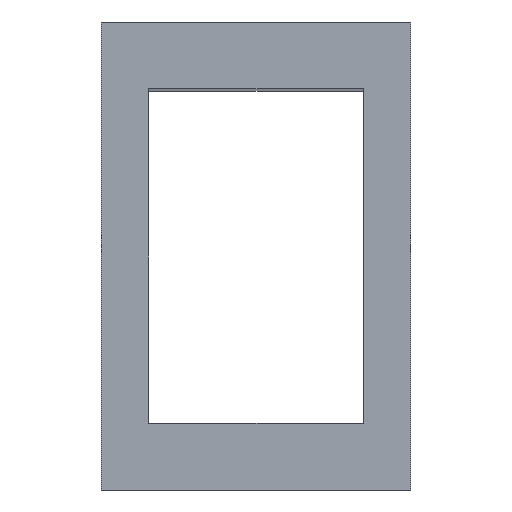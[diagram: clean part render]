
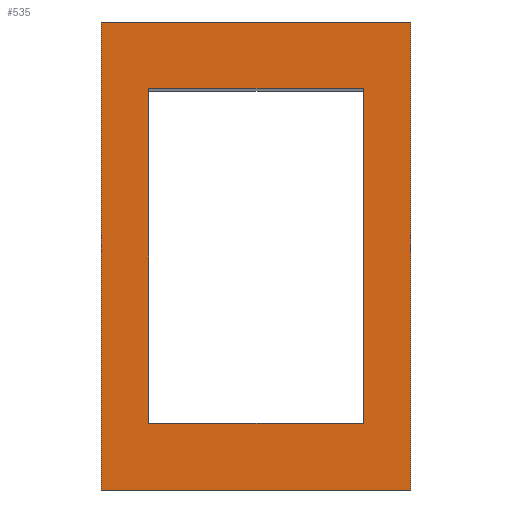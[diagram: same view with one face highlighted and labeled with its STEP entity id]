
A CAD part, top view. The second image highlights one B-rep face of the part: STEP entity #535.
In plain terms, the highlighted planar face has unit normal (0, 0, 1).
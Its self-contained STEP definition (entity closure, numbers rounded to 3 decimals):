
#493=AXIS2_PLACEMENT_3D('Plane Axis2P3D',#490,#491,#492) ;
#58=CARTESIAN_POINT('Vertex',(3.6,5.45,18.)) ;
#63=CARTESIAN_POINT('Line Origine',(3.6,2.725,18.)) ;
#67=CARTESIAN_POINT('Vertex',(3.6,0.,18.)) ;
#98=CARTESIAN_POINT('Vertex',(0.,0.,18.)) ;
#103=CARTESIAN_POINT('Line Origine',(0.,2.725,18.)) ;
#107=CARTESIAN_POINT('Vertex',(0.,5.45,18.)) ;
#168=CARTESIAN_POINT('Line Origine',(1.8,0.,18.)) ;
#201=CARTESIAN_POINT('Line Origine',(1.8,5.45,18.)) ;
#490=CARTESIAN_POINT('Axis2P3D Location',(0.,0.,18.)) ;
#501=CARTESIAN_POINT('Line Origine',(3.05,2.725,18.)) ;
#505=CARTESIAN_POINT('Vertex',(3.05,4.675,18.)) ;
#507=CARTESIAN_POINT('Vertex',(3.05,0.775,18.)) ;
#510=CARTESIAN_POINT('Line Origine',(1.8,0.775,18.)) ;
#514=CARTESIAN_POINT('Vertex',(0.55,0.775,18.)) ;
#517=CARTESIAN_POINT('Line Origine',(0.55,2.725,18.)) ;
#521=CARTESIAN_POINT('Vertex',(0.55,4.675,18.)) ;
#524=CARTESIAN_POINT('Line Origine',(1.8,4.675,18.)) ;
#64=DIRECTION('Vector Direction',(0.,1.,0.)) ;
#104=DIRECTION('Vector Direction',(0.,1.,0.)) ;
#169=DIRECTION('Vector Direction',(1.,0.,0.)) ;
#202=DIRECTION('Vector Direction',(1.,0.,0.)) ;
#491=DIRECTION('Axis2P3D Direction',(0.,0.,-1.)) ;
#492=DIRECTION('Axis2P3D XDirection',(0.,1.,0.)) ;
#502=DIRECTION('Vector Direction',(0.,1.,0.)) ;
#511=DIRECTION('Vector Direction',(-1.,0.,0.)) ;
#518=DIRECTION('Vector Direction',(0.,1.,0.)) ;
#525=DIRECTION('Vector Direction',(-1.,0.,0.)) ;
#65=VECTOR('Line Direction',#64,1.) ;
#105=VECTOR('Line Direction',#104,1.) ;
#170=VECTOR('Line Direction',#169,1.) ;
#203=VECTOR('Line Direction',#202,1.) ;
#503=VECTOR('Line Direction',#502,1.) ;
#512=VECTOR('Line Direction',#511,1.) ;
#519=VECTOR('Line Direction',#518,1.) ;
#526=VECTOR('Line Direction',#525,1.) ;
#496=ORIENTED_EDGE('',*,*,#109,.T.) ;
#497=ORIENTED_EDGE('',*,*,#172,.T.) ;
#498=ORIENTED_EDGE('',*,*,#69,.F.) ;
#499=ORIENTED_EDGE('',*,*,#205,.F.) ;
#530=ORIENTED_EDGE('',*,*,#509,.T.) ;
#531=ORIENTED_EDGE('',*,*,#516,.T.) ;
#532=ORIENTED_EDGE('',*,*,#523,.F.) ;
#533=ORIENTED_EDGE('',*,*,#528,.F.) ;
#534=FACE_BOUND('',#529,.T.) ;
#535=ADVANCED_FACE('V1',(#500,#534),#494,.F.) ;
#69=EDGE_CURVE('',#59,#68,#66,.F.) ;
#109=EDGE_CURVE('',#108,#99,#106,.F.) ;
#172=EDGE_CURVE('',#99,#68,#171,.T.) ;
#205=EDGE_CURVE('',#108,#59,#204,.T.) ;
#509=EDGE_CURVE('',#506,#508,#504,.F.) ;
#516=EDGE_CURVE('',#508,#515,#513,.T.) ;
#523=EDGE_CURVE('',#522,#515,#520,.F.) ;
#528=EDGE_CURVE('',#506,#522,#527,.T.) ;
#495=EDGE_LOOP('',(#496,#497,#498,#499)) ;
#529=EDGE_LOOP('',(#530,#531,#532,#533)) ;
#500=FACE_OUTER_BOUND('',#495,.T.) ;
#66=LINE('Line',#63,#65) ;
#106=LINE('Line',#103,#105) ;
#171=LINE('Line',#168,#170) ;
#204=LINE('Line',#201,#203) ;
#504=LINE('Line',#501,#503) ;
#513=LINE('Line',#510,#512) ;
#520=LINE('Line',#517,#519) ;
#527=LINE('Line',#524,#526) ;
#494=PLANE('',#493) ;
#59=VERTEX_POINT('',#58) ;
#68=VERTEX_POINT('',#67) ;
#99=VERTEX_POINT('',#98) ;
#108=VERTEX_POINT('',#107) ;
#506=VERTEX_POINT('',#505) ;
#508=VERTEX_POINT('',#507) ;
#515=VERTEX_POINT('',#514) ;
#522=VERTEX_POINT('',#521) ;
